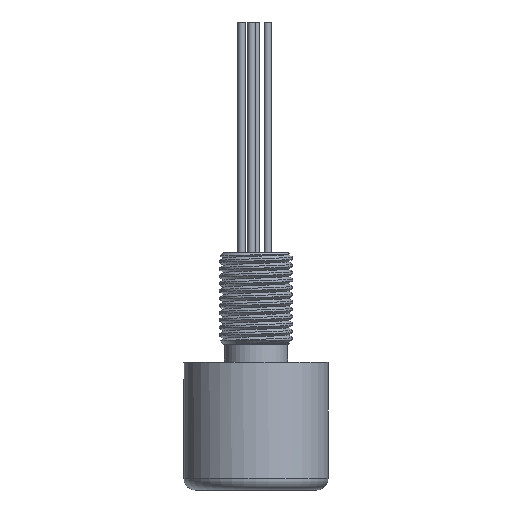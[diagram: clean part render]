
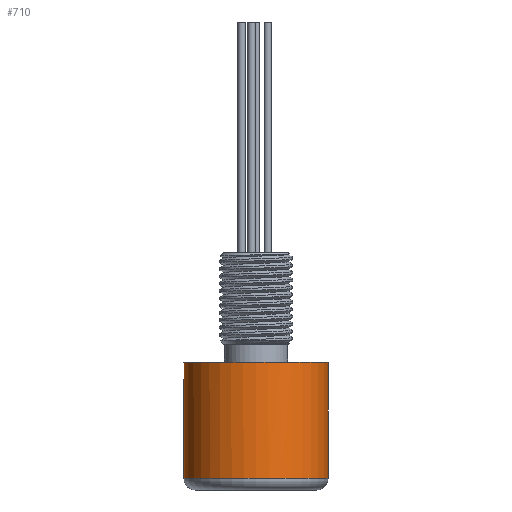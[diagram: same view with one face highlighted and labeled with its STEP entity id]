
A CAD part, left-side view. The second image highlights one B-rep face of the part: STEP entity #710.
In plain terms, the highlighted cylindrical face has radius 12.5 mm (diameter 25 mm), a full revolution.
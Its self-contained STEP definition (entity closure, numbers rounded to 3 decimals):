
#33=LINE($,#3460,#55);
#34=LINE($,#3462,#56);
#35=LINE($,#3463,#57);
#36=LINE($,#3465,#58);
#55=VECTOR($,#1018,17.2);
#56=VECTOR($,#1019,0.201);
#57=VECTOR($,#1020,2.);
#58=VECTOR($,#1023,15.2);
#116=FACE_BOUND($,#311,.T.);
#143=CIRCLE($,#751,12.5);
#147=CIRCLE($,#763,12.5);
#165=CIRCLE($,#805,12.5);
#187=CYLINDRICAL_SURFACE($,#809,12.5);
#232=FACE_OUTER_BOUND($,#310,.T.);
#310=EDGE_LOOP($,(#620,#621,#622,#623,#624,#625,#626,#627));
#311=EDGE_LOOP($,(#628));
#322=B_SPLINE_CURVE_WITH_KNOTS($,3,(#3326,#3327,#3328,#3329,#3330,#3331),
 .UNSPECIFIED.,.F.,.F.,(4,2,4),(0.,0.359,0.718),
 .UNSPECIFIED.);
#323=B_SPLINE_CURVE_WITH_KNOTS($,3,(#3337,#3338,#3339,#3340,#3341,#3342,
#3343,#3344,#3345,#3346,#3347,#3348,#3349,#3350,#3351,#3352,#3353,#3354,
#3355,#3356,#3357,#3358),.UNSPECIFIED.,.F.,.F.,(4,2,2,2,2,2,2,2,2,2,4),
(1.488,1.695,1.902,2.006,2.109,
2.169,2.175,2.182,2.184,2.185,
2.186),.UNSPECIFIED.);
#351=VERTEX_POINT($,#3250);
#354=VERTEX_POINT($,#3268);
#359=VERTEX_POINT($,#3324);
#360=VERTEX_POINT($,#3325);
#361=VERTEX_POINT($,#3335);
#362=VERTEX_POINT($,#3336);
#380=VERTEX_POINT($,#3455);
#381=VERTEX_POINT($,#3459);
#382=VERTEX_POINT($,#3461);
#421=EDGE_CURVE($,#354,#351,#143,.T.);
#433=EDGE_CURVE($,#359,#360,#322,.F.);
#436=EDGE_CURVE($,#361,#362,#323,.F.);
#441=EDGE_CURVE($,#362,#359,#147,.T.);
#460=EDGE_CURVE($,#380,#380,#165,.T.);
#461=EDGE_CURVE($,#381,#351,#33,.T.);
#462=EDGE_CURVE($,#381,#382,#34,.T.);
#463=EDGE_CURVE($,#361,#382,#35,.T.);
#464=EDGE_CURVE($,#354,#360,#36,.T.);
#620=ORIENTED_EDGE($,*,*,#421,.F.);
#621=ORIENTED_EDGE($,*,*,#464,.T.);
#622=ORIENTED_EDGE($,*,*,#433,.F.);
#623=ORIENTED_EDGE($,*,*,#441,.F.);
#624=ORIENTED_EDGE($,*,*,#436,.F.);
#625=ORIENTED_EDGE($,*,*,#463,.T.);
#626=ORIENTED_EDGE($,*,*,#462,.F.);
#627=ORIENTED_EDGE($,*,*,#461,.T.);
#628=ORIENTED_EDGE($,*,*,#460,.T.);
#710=ADVANCED_FACE($,(#232,#116),#187,.T.);
#751=AXIS2_PLACEMENT_3D($,#3270,#892,#893);
#763=AXIS2_PLACEMENT_3D($,#3366,#928,#929);
#805=AXIS2_PLACEMENT_3D($,#3456,#1012,#1013);
#809=AXIS2_PLACEMENT_3D($,#3466,#1024,#1025);
#892=DIRECTION('center_axis',(0.,0.,-1.));
#893=DIRECTION('ref_axis',(-1.,-0.004,0.));
#928=DIRECTION('center_axis',(0.,0.,-1.));
#929=DIRECTION('ref_axis',(-1.,0.,0.));
#1012=DIRECTION('center_axis',(0.,0.,-1.));
#1013=DIRECTION('ref_axis',(-1.,0.,0.));
#1018=DIRECTION($,(0.,0.,-1.));
#1019=DIRECTION($,(1.,0.,0.));
#1020=DIRECTION($,(0.,0.,1.));
#1023=DIRECTION($,(0.,0.,1.));
#1024=DIRECTION('center_axis',(0.,0.,1.));
#1025=DIRECTION('ref_axis',(0.008,1.,0.));
#3250=CARTESIAN_POINT('',(-0.1,12.5,-7.6));
#3268=CARTESIAN_POINT('',(0.,-12.5,-7.6));
#3270=CARTESIAN_POINT('Origin',(0.,0.,-7.6));
#3324=CARTESIAN_POINT('',(6.782,-10.5,9.6));
#3325=CARTESIAN_POINT('',(0.,-12.5,7.6));
#3326=CARTESIAN_POINT('Ctrl Pts',(0.,-12.5,7.6));
#3327=CARTESIAN_POINT('Ctrl Pts',(1.111,-12.5,8.044));
#3328=CARTESIAN_POINT('Ctrl Pts',(2.314,-12.344,8.53));
#3329=CARTESIAN_POINT('Ctrl Pts',(4.649,-11.667,9.304));
#3330=CARTESIAN_POINT('Ctrl Pts',(5.778,-11.149,9.6));
#3331=CARTESIAN_POINT('Ctrl Pts',(6.782,-10.5,9.6));
#3335=CARTESIAN_POINT('',(0.1,12.5,7.6));
#3336=CARTESIAN_POINT('',(6.783,10.5,9.6));
#3337=CARTESIAN_POINT('Ctrl Pts',(6.783,10.5,9.6));
#3338=CARTESIAN_POINT('Ctrl Pts',(6.203,10.875,9.6));
#3339=CARTESIAN_POINT('Ctrl Pts',(5.547,11.226,9.493));
#3340=CARTESIAN_POINT('Ctrl Pts',(4.201,11.796,9.159));
#3341=CARTESIAN_POINT('Ctrl Pts',(3.511,12.015,8.933));
#3342=CARTESIAN_POINT('Ctrl Pts',(2.558,12.24,8.595));
#3343=CARTESIAN_POINT('Ctrl Pts',(2.209,12.308,8.465));
#3344=CARTESIAN_POINT('Ctrl Pts',(1.508,12.414,8.197));
#3345=CARTESIAN_POINT('Ctrl Pts',(1.157,12.45,8.059));
#3346=CARTESIAN_POINT('Ctrl Pts',(0.654,12.484,7.858));
#3347=CARTESIAN_POINT('Ctrl Pts',(0.431,12.494,7.771));
#3348=CARTESIAN_POINT('Ctrl Pts',(0.229,12.498,7.682));
#3349=CARTESIAN_POINT('Ctrl Pts',(0.207,12.498,7.673));
#3350=CARTESIAN_POINT('Ctrl Pts',(0.164,12.499,7.652));
#3351=CARTESIAN_POINT('Ctrl Pts',(0.142,12.499,7.641));
#3352=CARTESIAN_POINT('Ctrl Pts',(0.119,12.499,7.625));
#3353=CARTESIAN_POINT('Ctrl Pts',(0.113,12.499,7.621));
#3354=CARTESIAN_POINT('Ctrl Pts',(0.106,12.5,7.614));
#3355=CARTESIAN_POINT('Ctrl Pts',(0.104,12.5,7.612));
#3356=CARTESIAN_POINT('Ctrl Pts',(0.101,12.5,7.606));
#3357=CARTESIAN_POINT('Ctrl Pts',(0.1,12.5,7.603));
#3358=CARTESIAN_POINT('Ctrl Pts',(0.1,12.5,7.6));
#3366=CARTESIAN_POINT('Origin',(0.,0.,9.6));
#3455=CARTESIAN_POINT('',(12.5,0.,12.6));
#3456=CARTESIAN_POINT('Origin',(0.,0.,12.6));
#3459=CARTESIAN_POINT('',(-0.1,12.5,9.6));
#3460=CARTESIAN_POINT($,(-0.1,12.5,0.));
#3461=CARTESIAN_POINT('',(0.1,12.5,9.6));
#3462=CARTESIAN_POINT($,(33.5,12.5,9.6));
#3463=CARTESIAN_POINT($,(0.1,12.5,0.));
#3465=CARTESIAN_POINT($,(0.,-12.5,0.));
#3466=CARTESIAN_POINT('Origin',(0.,0.,0.));
